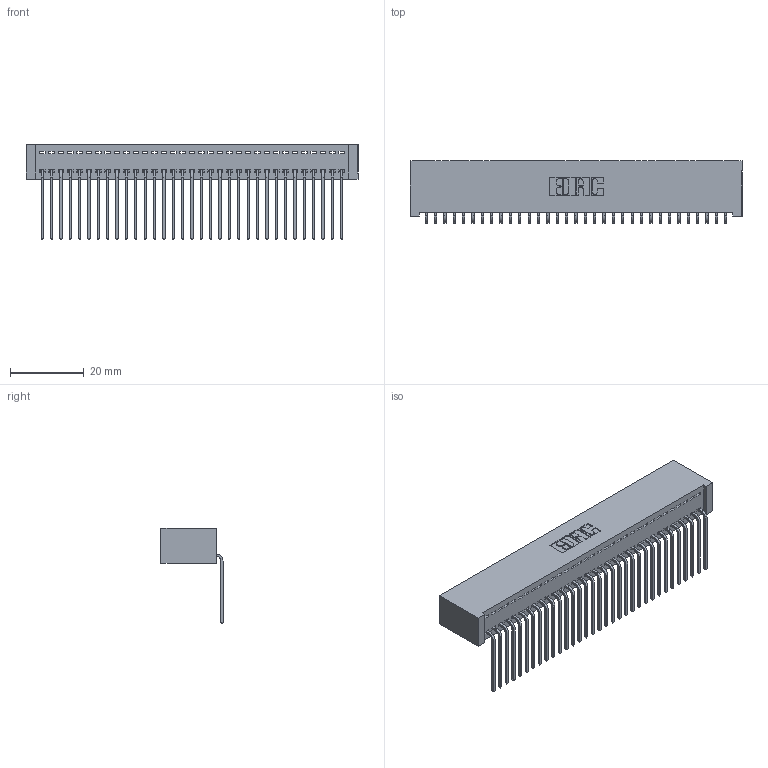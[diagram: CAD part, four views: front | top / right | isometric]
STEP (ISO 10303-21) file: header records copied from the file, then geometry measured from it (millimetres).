
FILE_DESCRIPTION (( 'STEP AP203' ), '1' );
FILE_NAME ('342-033-559-101.STEP', '2018-08-11T17:59:07', ( '' ), ( '' ), 'SwSTEP 2.0', 'SolidWorks 2016', '' );
FILE_SCHEMA (( 'CONFIG_CONTROL_DESIGN' ));
Length unit declared in the file: inch
Products named in the file (3): 342 Part_Lugless; 345-292-001_558 559 Tail - 1; 342-033-559-101
Assembly tree (34 placements, depth 2):
  342-033-559-101
    342 Part_Lugless
    345-292-001_558 559 Tail - 1  x33
Bounding box: 90.07 x 16.83 x 25.78 mm (x, y, z)
Volume: 8383 mm3; surface area: 13089.7 mm2
Topology: 34 solids, 34 shells, 2082 faces, 6281 edges, 4142 vertices
Faces by surface type: plane 1514, cylinder 568
Entity records: 21013 total; most frequent: CARTESIAN_POINT 3633, ORIENTED_EDGE 3602, DIRECTION 3075, EDGE_CURVE 1801, LINE 1681, VECTOR 1681, VERTEX_POINT 1198, AXIS2_PLACEMENT_3D 697
